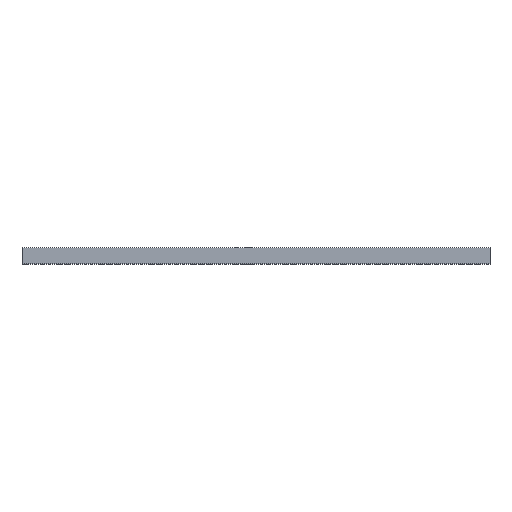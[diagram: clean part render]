
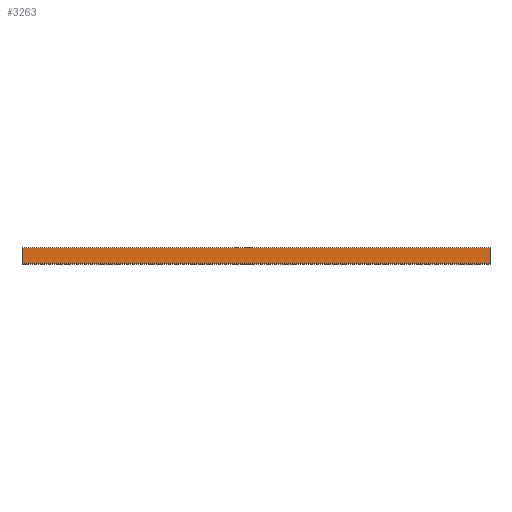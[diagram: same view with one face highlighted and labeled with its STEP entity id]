
A CAD part, top view. The second image highlights one B-rep face of the part: STEP entity #3263.
In plain terms, the highlighted planar face has unit normal (0, 0, 1).
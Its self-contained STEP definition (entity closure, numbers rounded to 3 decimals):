
#303 = DIRECTION ( 'NONE',  ( -1., 0., 0. ) ) ;
#611 = VERTEX_POINT ( 'NONE', #6774 ) ;
#624 = EDGE_CURVE ( 'NONE', #2448, #8375, #950, .T. ) ;
#839 = VECTOR ( 'NONE', #3518, 1000. ) ;
#950 = LINE ( 'NONE', #4773, #839 ) ;
#1298 = CARTESIAN_POINT ( 'NONE',  ( 2963., 1.8, -24.2 ) ) ;
#1731 = EDGE_CURVE ( 'NONE', #7775, #611, #7499, .T. ) ;
#2010 = CARTESIAN_POINT ( 'NONE',  ( 0., 104.15, -24.2 ) ) ;
#2101 = LINE ( 'NONE', #6959, #2836 ) ;
#2144 = EDGE_LOOP ( 'NONE', ( #3619, #2609, #7857, #5221 ) ) ;
#2268 = PLANE ( 'NONE',  #7326 ) ;
#2448 = VERTEX_POINT ( 'NONE', #8619 ) ;
#2609 = ORIENTED_EDGE ( 'NONE', *, *, #624, .F. ) ;
#2809 = VECTOR ( 'NONE', #4972, 1000. ) ;
#2836 = VECTOR ( 'NONE', #4304, 1000. ) ;
#3263 = ADVANCED_FACE ( 'NONE', ( #6782 ), #2268, .T. ) ;
#3279 = EDGE_CURVE ( 'NONE', #611, #8375, #2101, .T. ) ;
#3518 = DIRECTION ( 'NONE',  ( 0., 1., 0. ) ) ;
#3619 = ORIENTED_EDGE ( 'NONE', *, *, #3279, .T. ) ;
#3725 = CARTESIAN_POINT ( 'NONE',  ( 2963., 0., -24.2 ) ) ;
#4304 = DIRECTION ( 'NONE',  ( -1., 0., 0. ) ) ;
#4773 = CARTESIAN_POINT ( 'NONE',  ( 0., 0., -24.2 ) ) ;
#4972 = DIRECTION ( 'NONE',  ( 0., 1., 0. ) ) ;
#5221 = ORIENTED_EDGE ( 'NONE', *, *, #1731, .T. ) ;
#5573 = CARTESIAN_POINT ( 'NONE',  ( 2963., 0., -24.2 ) ) ;
#5701 = LINE ( 'NONE', #7645, #6525 ) ;
#5755 = EDGE_CURVE ( 'NONE', #7775, #2448, #5701, .T. ) ;
#6525 = VECTOR ( 'NONE', #303, 1000. ) ;
#6774 = CARTESIAN_POINT ( 'NONE',  ( 2963., 104.15, -24.2 ) ) ;
#6782 = FACE_OUTER_BOUND ( 'NONE', #2144, .T. ) ;
#6908 = DIRECTION ( 'NONE',  ( 0., 0., 1. ) ) ;
#6959 = CARTESIAN_POINT ( 'NONE',  ( 2963., 104.15, -24.2 ) ) ;
#7326 = AXIS2_PLACEMENT_3D ( 'NONE', #5573, #6908, #7662 ) ;
#7499 = LINE ( 'NONE', #3725, #2809 ) ;
#7645 = CARTESIAN_POINT ( 'NONE',  ( 2963., 1.8, -24.2 ) ) ;
#7662 = DIRECTION ( 'NONE',  ( 1., 0., 0. ) ) ;
#7775 = VERTEX_POINT ( 'NONE', #1298 ) ;
#7857 = ORIENTED_EDGE ( 'NONE', *, *, #5755, .F. ) ;
#8375 = VERTEX_POINT ( 'NONE', #2010 ) ;
#8619 = CARTESIAN_POINT ( 'NONE',  ( 0., 1.8, -24.2 ) ) ;
